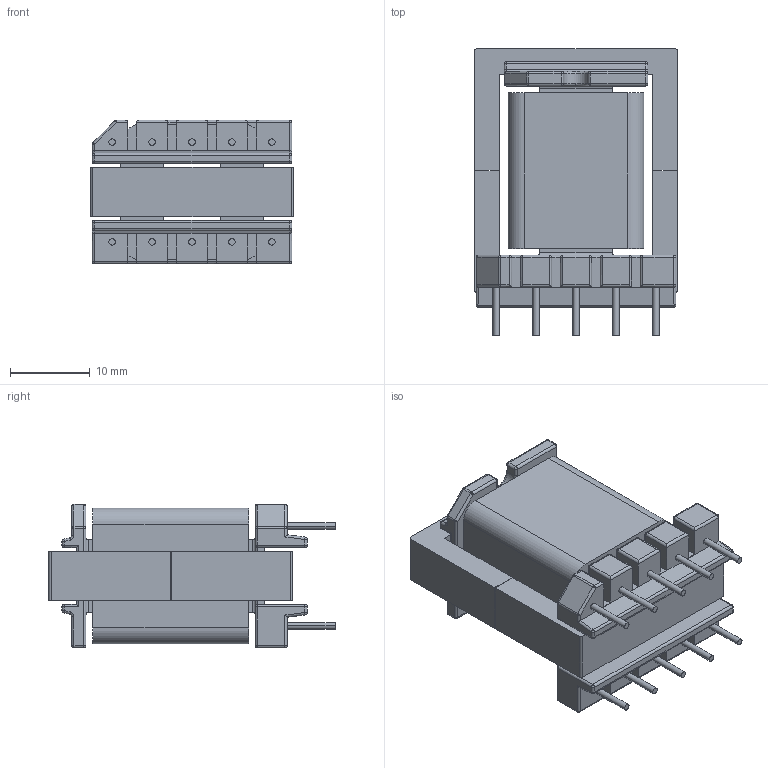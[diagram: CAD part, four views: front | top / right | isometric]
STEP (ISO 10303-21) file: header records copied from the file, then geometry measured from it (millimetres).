
FILE_DESCRIPTION (( 'STEP AP214' ), '1' );
FILE_NAME ('User Library-Trafo EE25.STEP', '2019-05-21T03:33:19', ( '' ), ( '' ), 'SwSTEP 2.0', 'SolidWorks 2019', '' );
FILE_SCHEMA (( 'AUTOMOTIVE_DESIGN' ));
Length unit declared in the file: millimetre
Products named in the file (1): User Library-Trafo EE25
Bounding box: 25.4 x 35.85 x 18 mm (x, y, z)
Volume: 9217.3 mm3; surface area: 7238.6 mm2
Topology: 3 solids, 3 shells, 382 faces, 900 edges, 476 vertices
Faces by surface type: cylinder 187, plane 126, sphere 60, torus 9
Entity records: 14459 total; most frequent: CARTESIAN_POINT 1867, DIRECTION 1823, ORIENTED_EDGE 1680, EDGE_CURVE 840, AXIS2_PLACEMENT_3D 656, LINE 511, VECTOR 511, VERTEX_POINT 476
